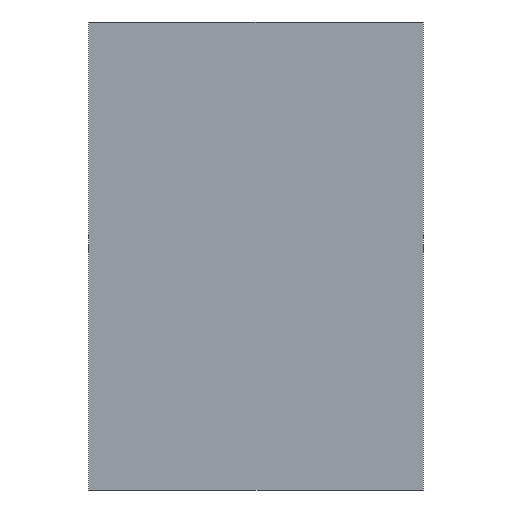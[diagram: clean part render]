
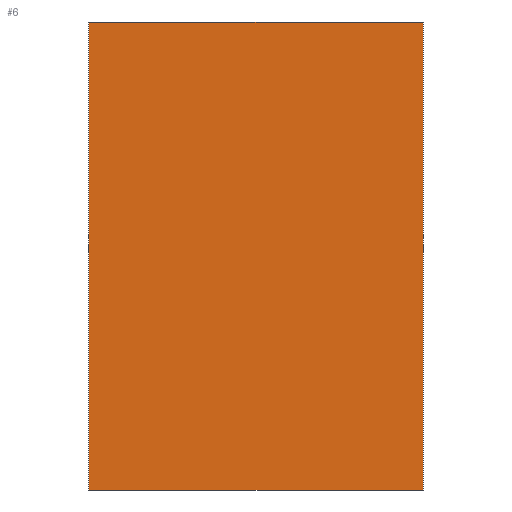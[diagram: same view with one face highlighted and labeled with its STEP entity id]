
A CAD part, front view. The second image highlights one B-rep face of the part: STEP entity #6.
In plain terms, the highlighted planar face has unit normal (0, -1, 0).
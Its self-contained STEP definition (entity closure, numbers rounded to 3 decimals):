
#3 = CARTESIAN_POINT ( 'NONE',  ( 90., -4.5, -126. ) ) ;
#6 = ADVANCED_FACE ( 'NONE', ( #87 ), #118, .F. ) ;
#8 = ORIENTED_EDGE ( 'NONE', *, *, #78, .F. ) ;
#10 = CARTESIAN_POINT ( 'NONE',  ( 0., -4.5, 0. ) ) ;
#15 = EDGE_CURVE ( 'NONE', #139, #159, #194, .T. ) ;
#16 = VECTOR ( 'NONE', #148, 1000. ) ;
#20 = VECTOR ( 'NONE', #29, 1000. ) ;
#21 = LINE ( 'NONE', #127, #179 ) ;
#28 = DIRECTION ( 'NONE',  ( 1., 0., 0. ) ) ;
#29 = DIRECTION ( 'NONE',  ( -1., 0., 0. ) ) ;
#34 = CARTESIAN_POINT ( 'NONE',  ( 90., -4.5, -126. ) ) ;
#36 = LINE ( 'NONE', #3, #114 ) ;
#46 = CARTESIAN_POINT ( 'NONE',  ( -90., -4.5, -126. ) ) ;
#50 = EDGE_CURVE ( 'NONE', #136, #154, #21, .T. ) ;
#55 = LINE ( 'NONE', #46, #16 ) ;
#56 = ORIENTED_EDGE ( 'NONE', *, *, #101, .F. ) ;
#78 = EDGE_CURVE ( 'NONE', #159, #136, #55, .T. ) ;
#79 = DIRECTION ( 'NONE',  ( 0., 0., -1. ) ) ;
#87 = FACE_OUTER_BOUND ( 'NONE', #117, .T. ) ;
#101 = EDGE_CURVE ( 'NONE', #154, #139, #36, .T. ) ;
#102 = ORIENTED_EDGE ( 'NONE', *, *, #15, .F. ) ;
#114 = VECTOR ( 'NONE', #79, 1000. ) ;
#117 = EDGE_LOOP ( 'NONE', ( #8, #102, #56, #170 ) ) ;
#118 = PLANE ( 'NONE',  #134 ) ;
#127 = CARTESIAN_POINT ( 'NONE',  ( -90., -4.5, 126. ) ) ;
#131 = DIRECTION ( 'NONE',  ( 0., 1., 0. ) ) ;
#134 = AXIS2_PLACEMENT_3D ( 'NONE', #10, #131, #158 ) ;
#135 = CARTESIAN_POINT ( 'NONE',  ( 90., -4.5, 126. ) ) ;
#136 = VERTEX_POINT ( 'NONE', #166 ) ;
#139 = VERTEX_POINT ( 'NONE', #34 ) ;
#148 = DIRECTION ( 'NONE',  ( 0., 0., 1. ) ) ;
#150 = CARTESIAN_POINT ( 'NONE',  ( -90., -4.5, -126. ) ) ;
#154 = VERTEX_POINT ( 'NONE', #135 ) ;
#158 = DIRECTION ( 'NONE',  ( 0., 0., 1. ) ) ;
#159 = VERTEX_POINT ( 'NONE', #150 ) ;
#166 = CARTESIAN_POINT ( 'NONE',  ( -90., -4.5, 126. ) ) ;
#170 = ORIENTED_EDGE ( 'NONE', *, *, #50, .F. ) ;
#179 = VECTOR ( 'NONE', #28, 1000. ) ;
#180 = CARTESIAN_POINT ( 'NONE',  ( -90., -4.5, -126. ) ) ;
#194 = LINE ( 'NONE', #180, #20 ) ;
